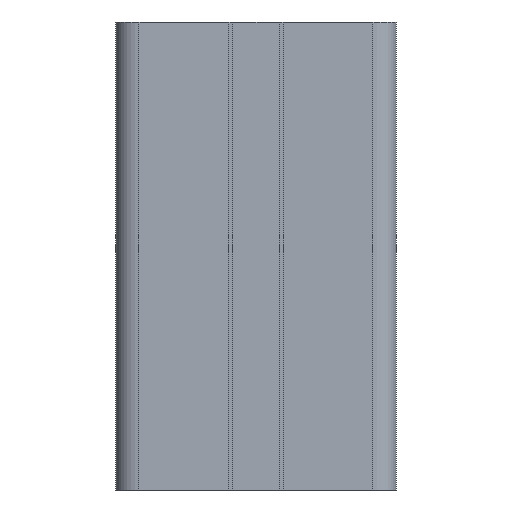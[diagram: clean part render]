
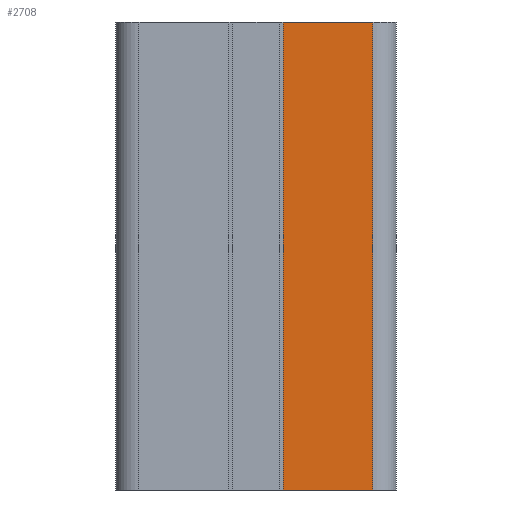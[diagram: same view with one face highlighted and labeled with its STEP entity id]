
A CAD part, front view. The second image highlights one B-rep face of the part: STEP entity #2708.
In plain terms, the highlighted planar face has unit normal (0, -1, 0).
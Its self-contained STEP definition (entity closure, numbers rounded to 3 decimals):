
#157=FACE_OUTER_BOUND('',#293,.T.);
#293=EDGE_LOOP('',(#2252,#2253,#2254,#2255));
#482=LINE('',#3918,#851);
#644=LINE('',#4249,#1013);
#645=LINE('',#4252,#1014);
#646=LINE('',#4253,#1015);
#851=VECTOR('',#3157,10.);
#1013=VECTOR('',#3469,10.);
#1014=VECTOR('',#3472,10.);
#1015=VECTOR('',#3473,10.);
#1200=VERTEX_POINT('',#3915);
#1201=VERTEX_POINT('',#3917);
#1295=VERTEX_POINT('',#4247);
#1296=VERTEX_POINT('',#4251);
#1491=EDGE_CURVE('',#1200,#1201,#482,.T.);
#1657=EDGE_CURVE('',#1200,#1295,#644,.T.);
#1658=EDGE_CURVE('',#1296,#1295,#645,.T.);
#1659=EDGE_CURVE('',#1201,#1296,#646,.T.);
#2252=ORIENTED_EDGE('',*,*,#1657,.T.);
#2253=ORIENTED_EDGE('',*,*,#1658,.F.);
#2254=ORIENTED_EDGE('',*,*,#1659,.F.);
#2255=ORIENTED_EDGE('',*,*,#1491,.F.);
#2578=PLANE('',#2876);
#2708=ADVANCED_FACE('',(#157),#2578,.T.);
#2876=AXIS2_PLACEMENT_3D('',#4250,#3470,#3471);
#3157=DIRECTION('',(-1.,0.,0.));
#3469=DIRECTION('',(0.,0.,1.));
#3470=DIRECTION('center_axis',(0.,-1.,0.));
#3471=DIRECTION('ref_axis',(1.,0.,0.));
#3472=DIRECTION('',(1.,0.,0.));
#3473=DIRECTION('',(0.,0.,1.));
#3915=CARTESIAN_POINT('',(25.,-77.,-50.));
#3917=CARTESIAN_POINT('',(5.8,-77.,-50.));
#3918=CARTESIAN_POINT('',(5.8,-77.,-50.));
#4247=CARTESIAN_POINT('',(25.,-77.,50.));
#4249=CARTESIAN_POINT('',(25.,-77.,0.));
#4250=CARTESIAN_POINT('Origin',(5.8,-77.,0.));
#4251=CARTESIAN_POINT('',(5.8,-77.,50.));
#4252=CARTESIAN_POINT('',(5.8,-77.,50.));
#4253=CARTESIAN_POINT('',(5.8,-77.,0.));
